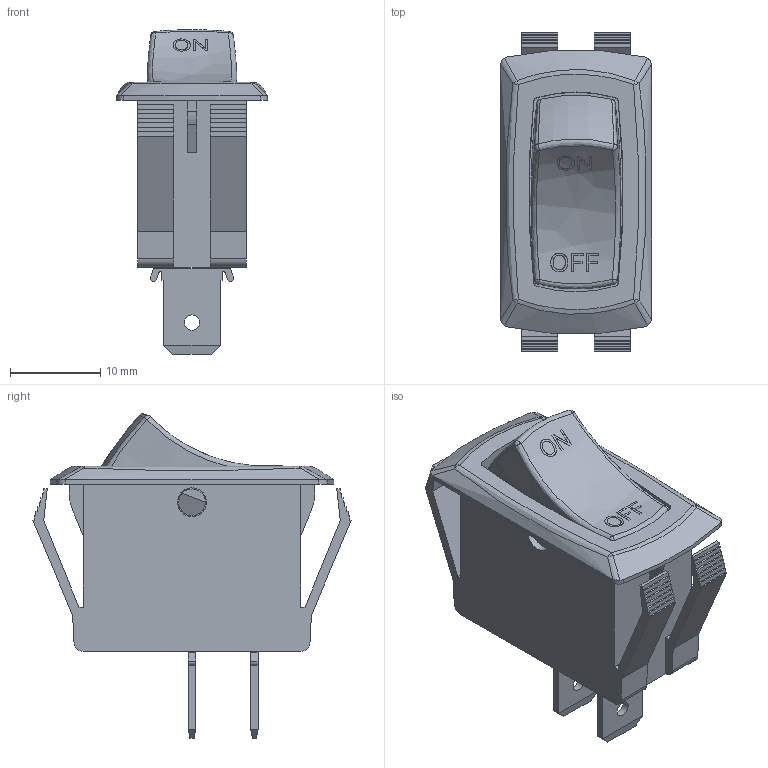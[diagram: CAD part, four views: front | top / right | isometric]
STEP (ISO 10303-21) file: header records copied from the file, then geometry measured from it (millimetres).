
FILE_DESCRIPTION(/* description */ (''),/* implementation_level */ '2;1');
FILE_NAME(/* name */ 'RSC241Dxxx3.stp',/* time_stamp */ '2026-01-24T16:10:55-06:00',/* author */ ('jmeyers'),/* organization */ (''),/* preprocessor_version */ 'ST-DEVELOPER v18.1',/* originating_system */ 'Autodesk Inventor 2022',/* authorisation */ '');
FILE_SCHEMA (('AUTOMOTIVE_DESIGN { 1 0 10303 214 3 1 1 }'));
Length unit declared in the file: inch
Products named in the file (1): Part9
Bounding box: 16.7 x 35.2 x 35.9 mm (x, y, z)
Volume: 3598 mm3; surface area: 5761.9 mm2
Topology: 9 solids, 9 shells, 304 faces, 830 edges, 542 vertices
Faces by surface type: plane 192, cylinder 60, bspline 40, sphere 8, torus 4
Full cylindrical faces by diameter (mm): 1.7 x2, 2.95 x2, 3.2 x2
Entity records: 16434 total; most frequent: CARTESIAN_POINT 9018, ORIENTED_EDGE 1652, DIRECTION 1328, EDGE_CURVE 826, VERTEX_POINT 542, LINE 530, VECTOR 530, AXIS2_PLACEMENT_3D 399
